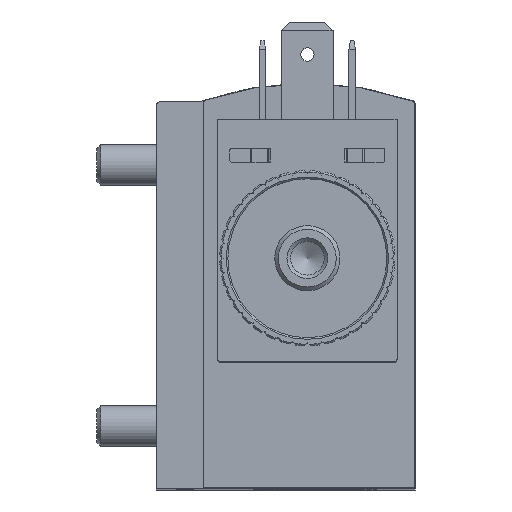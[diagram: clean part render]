
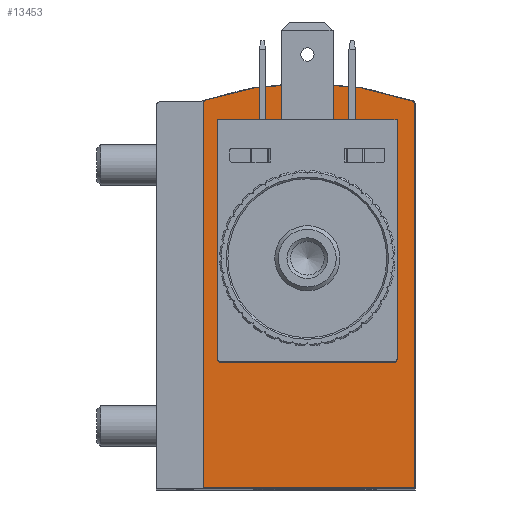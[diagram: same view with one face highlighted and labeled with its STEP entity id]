
A CAD part, top view. The second image highlights one B-rep face of the part: STEP entity #13453.
In plain terms, the highlighted planar face has unit normal (0, 0, 1).
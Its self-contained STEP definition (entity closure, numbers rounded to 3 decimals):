
#169=PLANE('',#14267);
#762=LINE('',#19046,#1682);
#764=LINE('',#19050,#1684);
#774=LINE('',#19097,#1694);
#1682=VECTOR('',#15710,1000.);
#1684=VECTOR('',#15714,1000.);
#1694=VECTOR('',#15760,1000.);
#2816=ORIENTED_EDGE('',*,*,#5822,.T.);
#2817=ORIENTED_EDGE('',*,*,#5789,.T.);
#2818=ORIENTED_EDGE('',*,*,#5791,.T.);
#2819=ORIENTED_EDGE('',*,*,#5793,.T.);
#2820=ORIENTED_EDGE('',*,*,#5820,.T.);
#2821=ORIENTED_EDGE('',*,*,#5821,.T.);
#2822=ORIENTED_EDGE('',*,*,#5531,.T.);
#5531=EDGE_CURVE('',#7065,#7064,#8117,.T.);
#5789=EDGE_CURVE('',#7064,#7295,#8233,.T.);
#5791=EDGE_CURVE('',#7295,#7296,#762,.T.);
#5793=EDGE_CURVE('',#7296,#7297,#764,.T.);
#5820=EDGE_CURVE('',#7297,#7316,#774,.T.);
#5821=EDGE_CURVE('',#7316,#7065,#8251,.T.);
#5822=EDGE_CURVE('',#7317,#7317,#8252,.T.);
#7064=VERTEX_POINT('',#18507);
#7065=VERTEX_POINT('',#18509);
#7295=VERTEX_POINT('',#19041);
#7296=VERTEX_POINT('',#19045);
#7297=VERTEX_POINT('',#19049);
#7316=VERTEX_POINT('',#19096);
#7317=VERTEX_POINT('',#19102);
#8117=CIRCLE('',#14092,39.5);
#8233=CIRCLE('',#14244,0.5);
#8251=CIRCLE('',#14266,0.5);
#8252=CIRCLE('',#14268,5.);
#8684=EDGE_LOOP('',(#2816));
#8685=EDGE_LOOP('',(#2817,#2818,#2819,#2820,#2821,#2822));
#9519=FACE_BOUND('',#8684,.T.);
#9520=FACE_BOUND('',#8685,.T.);
#13453=ADVANCED_FACE('',(#9519,#9520),#169,.T.);
#14092=AXIS2_PLACEMENT_3D('',#18508,#15262,#15263);
#14244=AXIS2_PLACEMENT_3D('',#19042,#15705,#15706);
#14266=AXIS2_PLACEMENT_3D('',#19099,#15763,#15764);
#14267=AXIS2_PLACEMENT_3D('',#19100,#15765,#15766);
#14268=AXIS2_PLACEMENT_3D('',#19101,#15767,#15768);
#15262=DIRECTION('',(0.,0.,1.));
#15263=DIRECTION('',(1.,0.,0.));
#15705=DIRECTION('',(0.,0.,1.));
#15706=DIRECTION('',(1.,0.,0.));
#15710=DIRECTION('',(0.,-1.,0.));
#15714=DIRECTION('',(1.,0.,0.));
#15760=DIRECTION('',(0.,1.,0.));
#15763=DIRECTION('',(0.,0.,1.));
#15764=DIRECTION('',(1.,0.,0.));
#15765=DIRECTION('',(0.,0.,1.));
#15766=DIRECTION('',(1.,0.,0.));
#15767=DIRECTION('',(0.,0.,-1.));
#15768=DIRECTION('',(-1.,0.,0.));
#18507=CARTESIAN_POINT('',(-12.407,47.701,65.8));
#18508=CARTESIAN_POINT('',(0.,10.2,65.8));
#18509=CARTESIAN_POINT('',(12.812,47.564,65.8));
#19041=CARTESIAN_POINT('',(-12.75,47.226,65.8));
#19042=CARTESIAN_POINT('',(-12.25,47.226,65.8));
#19045=CARTESIAN_POINT('',(-12.75,0.1,65.8));
#19046=CARTESIAN_POINT('',(-12.75,47.226,65.8));
#19049=CARTESIAN_POINT('',(13.15,0.1,65.8));
#19050=CARTESIAN_POINT('',(-12.75,0.1,65.8));
#19096=CARTESIAN_POINT('',(13.15,47.091,65.8));
#19097=CARTESIAN_POINT('',(13.15,0.1,65.8));
#19099=CARTESIAN_POINT('',(12.65,47.091,65.8));
#19100=CARTESIAN_POINT('',(-12.25,47.226,65.8));
#19101=CARTESIAN_POINT('',(0.,28.2,65.8));
#19102=CARTESIAN_POINT('',(-5.,28.2,65.8));
